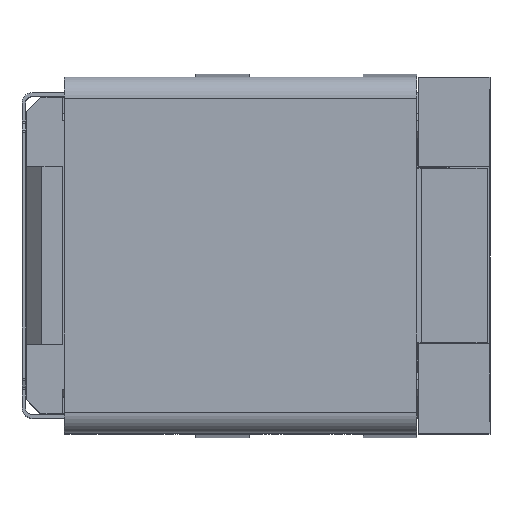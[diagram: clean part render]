
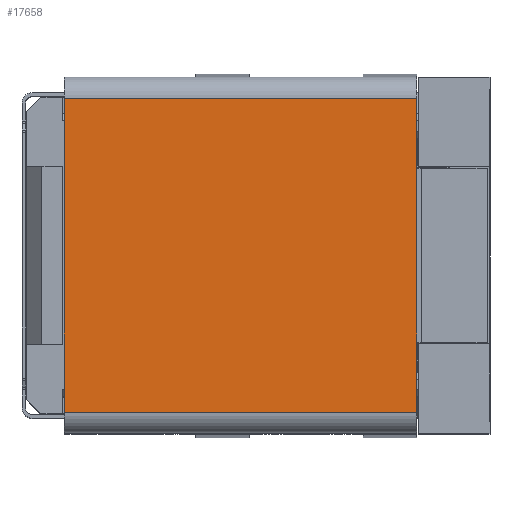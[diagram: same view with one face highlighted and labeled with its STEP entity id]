
A CAD part, top view. The second image highlights one B-rep face of the part: STEP entity #17658.
In plain terms, the highlighted planar face has unit normal (0, 0, 1).
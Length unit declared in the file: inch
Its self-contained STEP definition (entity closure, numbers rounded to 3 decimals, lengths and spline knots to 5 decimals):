
#31 = CARTESIAN_POINT ( 'NONE',  ( 1.82449, 0.98085, -5.624 ) ) ;
#64 = DIRECTION ( 'NONE',  ( 0., -1., 0. ) ) ;
#65 = VERTEX_POINT ( 'NONE', #20395 ) ;
#158 = PLANE ( 'NONE',  #1592 ) ;
#909 = EDGE_CURVE ( 'NONE', #16505, #65, #15966, .T. ) ;
#1592 = AXIS2_PLACEMENT_3D ( 'NONE', #3171, #9530, #16302 ) ;
#3171 = CARTESIAN_POINT ( 'NONE',  ( 1.62181, 0.62746, -5.624 ) ) ;
#3294 = CARTESIAN_POINT ( 'NONE',  ( 1.6296, 0.80762, -5.624 ) ) ;
#3499 = EDGE_CURVE ( 'NONE', #11628, #16505, #18475, .T. ) ;
#4190 = LINE ( 'NONE', #6338, #6980 ) ;
#4777 = DIRECTION ( 'NONE',  ( -1., 0., 0. ) ) ;
#6338 = CARTESIAN_POINT ( 'NONE',  ( 1.82449, 0.63439, -5.624 ) ) ;
#6513 = EDGE_CURVE ( 'NONE', #11628, #8170, #4190, .T. ) ;
#6607 = EDGE_LOOP ( 'NONE', ( #11727, #15664, #18767, #9828 ) ) ;
#6980 = VECTOR ( 'NONE', #4777, 39.37008 ) ;
#7648 = CARTESIAN_POINT ( 'NONE',  ( 2.01937, 0.80762, -5.624 ) ) ;
#7874 = LINE ( 'NONE', #3294, #9356 ) ;
#8170 = VERTEX_POINT ( 'NONE', #17931 ) ;
#8280 = FACE_OUTER_BOUND ( 'NONE', #6607, .T. ) ;
#9356 = VECTOR ( 'NONE', #64, 39.37008 ) ;
#9530 = DIRECTION ( 'NONE',  ( 0., 0., -1. ) ) ;
#9803 = VECTOR ( 'NONE', #15655, 39.37008 ) ;
#9828 = ORIENTED_EDGE ( 'NONE', *, *, #909, .T. ) ;
#10984 = DIRECTION ( 'NONE',  ( 0., 1., 0. ) ) ;
#11628 = VERTEX_POINT ( 'NONE', #18397 ) ;
#11727 = ORIENTED_EDGE ( 'NONE', *, *, #19169, .T. ) ;
#15655 = DIRECTION ( 'NONE',  ( -1., 0., 0. ) ) ;
#15664 = ORIENTED_EDGE ( 'NONE', *, *, #6513, .F. ) ;
#15966 = LINE ( 'NONE', #31, #9803 ) ;
#16087 = CARTESIAN_POINT ( 'NONE',  ( 2.01937, 0.98085, -5.624 ) ) ;
#16302 = DIRECTION ( 'NONE',  ( 0., 1., 0. ) ) ;
#16505 = VERTEX_POINT ( 'NONE', #16087 ) ;
#17658 = ADVANCED_FACE ( 'NONE', ( #8280 ), #158, .F. ) ;
#17865 = VECTOR ( 'NONE', #10984, 39.37008 ) ;
#17931 = CARTESIAN_POINT ( 'NONE',  ( 1.6296, 0.63439, -5.624 ) ) ;
#18397 = CARTESIAN_POINT ( 'NONE',  ( 2.01937, 0.63439, -5.624 ) ) ;
#18475 = LINE ( 'NONE', #7648, #17865 ) ;
#18767 = ORIENTED_EDGE ( 'NONE', *, *, #3499, .T. ) ;
#19169 = EDGE_CURVE ( 'NONE', #65, #8170, #7874, .T. ) ;
#20395 = CARTESIAN_POINT ( 'NONE',  ( 1.6296, 0.98085, -5.624 ) ) ;
